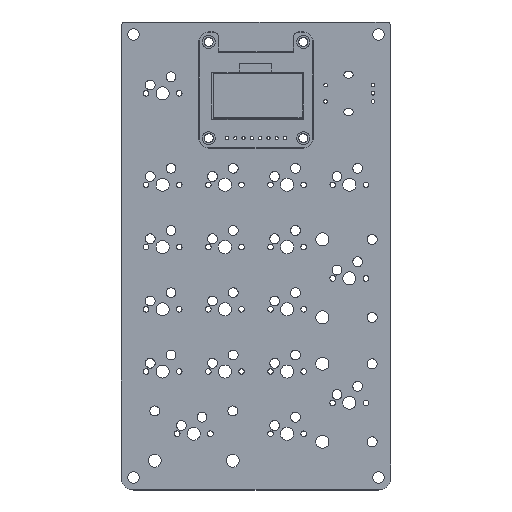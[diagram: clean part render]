
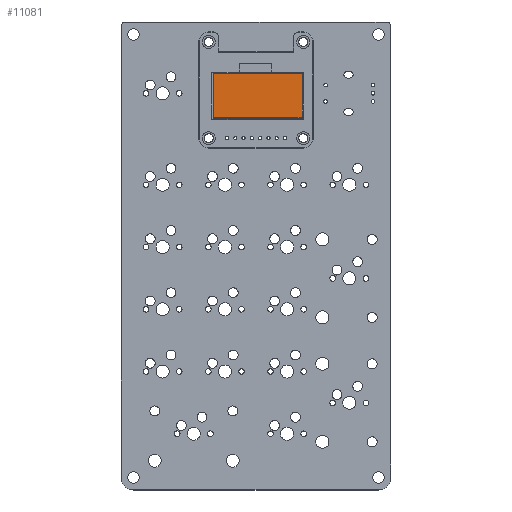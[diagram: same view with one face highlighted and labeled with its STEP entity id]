
A CAD part, top view. The second image highlights one B-rep face of the part: STEP entity #11081.
In plain terms, the highlighted planar face has unit normal (0, 0, 1).
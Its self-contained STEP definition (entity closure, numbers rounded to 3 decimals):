
#10573 = PLANE('',#10574);
#10574 = AXIS2_PLACEMENT_3D('',#10575,#10576,#10577);
#10575 = CARTESIAN_POINT('',(21.98,-19.68,2.9));
#10576 = DIRECTION('',(1.,0.,0.));
#10577 = DIRECTION('',(0.,0.,1.));
#10671 = PLANE('',#10672);
#10672 = AXIS2_PLACEMENT_3D('',#10673,#10674,#10675);
#10673 = CARTESIAN_POINT('',(-5.2,-19.68,2.9));
#10674 = DIRECTION('',(0.,1.,0.));
#10675 = DIRECTION('',(0.,0.,1.));
#10836 = PLANE('',#10837);
#10837 = AXIS2_PLACEMENT_3D('',#10838,#10839,#10840);
#10838 = CARTESIAN_POINT('',(-5.2,-6.2,2.9));
#10839 = DIRECTION('',(0.,1.,0.));
#10840 = DIRECTION('',(0.,0.,1.));
#10867 = PLANE('',#10868);
#10868 = AXIS2_PLACEMENT_3D('',#10869,#10870,#10871);
#10869 = CARTESIAN_POINT('',(-5.2,-19.68,2.9));
#10870 = DIRECTION('',(1.,0.,0.));
#10871 = DIRECTION('',(0.,0.,1.));
#10885 = VERTEX_POINT('',#10886);
#10886 = CARTESIAN_POINT('',(21.98,-19.68,2.9));
#10907 = EDGE_CURVE('',#10885,#10908,#10910,.T.);
#10908 = VERTEX_POINT('',#10909);
#10909 = CARTESIAN_POINT('',(21.98,-6.2,2.9));
#10910 = SURFACE_CURVE('',#10911,(#10915,#10922),.PCURVE_S1.);
#10911 = LINE('',#10912,#10913);
#10912 = CARTESIAN_POINT('',(21.98,-19.68,2.9));
#10913 = VECTOR('',#10914,1.);
#10914 = DIRECTION('',(0.,1.,0.));
#10915 = PCURVE('',#10573,#10916);
#10916 = DEFINITIONAL_REPRESENTATION('',(#10917),#10921);
#10917 = LINE('',#10918,#10919);
#10918 = CARTESIAN_POINT('',(0.,0.));
#10919 = VECTOR('',#10920,1.);
#10920 = DIRECTION('',(0.,-1.));
#10921 = ( GEOMETRIC_REPRESENTATION_CONTEXT(2) 
PARAMETRIC_REPRESENTATION_CONTEXT() REPRESENTATION_CONTEXT('2D SPACE',''
  ) );
#10922 = PCURVE('',#10923,#10928);
#10923 = PLANE('',#10924);
#10924 = AXIS2_PLACEMENT_3D('',#10925,#10926,#10927);
#10925 = CARTESIAN_POINT('',(-5.2,-19.68,2.9));
#10926 = DIRECTION('',(0.,0.,1.));
#10927 = DIRECTION('',(1.,0.,0.));
#10928 = DEFINITIONAL_REPRESENTATION('',(#10929),#10933);
#10929 = LINE('',#10930,#10931);
#10930 = CARTESIAN_POINT('',(27.18,0.));
#10931 = VECTOR('',#10932,1.);
#10932 = DIRECTION('',(0.,1.));
#10933 = ( GEOMETRIC_REPRESENTATION_CONTEXT(2) 
PARAMETRIC_REPRESENTATION_CONTEXT() REPRESENTATION_CONTEXT('2D SPACE',''
  ) );
#10961 = EDGE_CURVE('',#10962,#10885,#10964,.T.);
#10962 = VERTEX_POINT('',#10963);
#10963 = CARTESIAN_POINT('',(-5.2,-19.68,2.9));
#10964 = SURFACE_CURVE('',#10965,(#10969,#10976),.PCURVE_S1.);
#10965 = LINE('',#10966,#10967);
#10966 = CARTESIAN_POINT('',(-5.2,-19.68,2.9));
#10967 = VECTOR('',#10968,1.);
#10968 = DIRECTION('',(1.,0.,0.));
#10969 = PCURVE('',#10671,#10970);
#10970 = DEFINITIONAL_REPRESENTATION('',(#10971),#10975);
#10971 = LINE('',#10972,#10973);
#10972 = CARTESIAN_POINT('',(0.,0.));
#10973 = VECTOR('',#10974,1.);
#10974 = DIRECTION('',(0.,1.));
#10975 = ( GEOMETRIC_REPRESENTATION_CONTEXT(2) 
PARAMETRIC_REPRESENTATION_CONTEXT() REPRESENTATION_CONTEXT('2D SPACE',''
  ) );
#10976 = PCURVE('',#10923,#10977);
#10977 = DEFINITIONAL_REPRESENTATION('',(#10978),#10982);
#10978 = LINE('',#10979,#10980);
#10979 = CARTESIAN_POINT('',(0.,0.));
#10980 = VECTOR('',#10981,1.);
#10981 = DIRECTION('',(1.,0.));
#10982 = ( GEOMETRIC_REPRESENTATION_CONTEXT(2) 
PARAMETRIC_REPRESENTATION_CONTEXT() REPRESENTATION_CONTEXT('2D SPACE',''
  ) );
#11010 = EDGE_CURVE('',#11011,#10908,#11013,.T.);
#11011 = VERTEX_POINT('',#11012);
#11012 = CARTESIAN_POINT('',(-5.2,-6.2,2.9));
#11013 = SURFACE_CURVE('',#11014,(#11018,#11025),.PCURVE_S1.);
#11014 = LINE('',#11015,#11016);
#11015 = CARTESIAN_POINT('',(-5.2,-6.2,2.9));
#11016 = VECTOR('',#11017,1.);
#11017 = DIRECTION('',(1.,0.,0.));
#11018 = PCURVE('',#10836,#11019);
#11019 = DEFINITIONAL_REPRESENTATION('',(#11020),#11024);
#11020 = LINE('',#11021,#11022);
#11021 = CARTESIAN_POINT('',(0.,0.));
#11022 = VECTOR('',#11023,1.);
#11023 = DIRECTION('',(0.,1.));
#11024 = ( GEOMETRIC_REPRESENTATION_CONTEXT(2) 
PARAMETRIC_REPRESENTATION_CONTEXT() REPRESENTATION_CONTEXT('2D SPACE',''
  ) );
#11025 = PCURVE('',#10923,#11026);
#11026 = DEFINITIONAL_REPRESENTATION('',(#11027),#11031);
#11027 = LINE('',#11028,#11029);
#11028 = CARTESIAN_POINT('',(0.,13.48));
#11029 = VECTOR('',#11030,1.);
#11030 = DIRECTION('',(1.,0.));
#11031 = ( GEOMETRIC_REPRESENTATION_CONTEXT(2) 
PARAMETRIC_REPRESENTATION_CONTEXT() REPRESENTATION_CONTEXT('2D SPACE',''
  ) );
#11059 = EDGE_CURVE('',#10962,#11011,#11060,.T.);
#11060 = SURFACE_CURVE('',#11061,(#11065,#11072),.PCURVE_S1.);
#11061 = LINE('',#11062,#11063);
#11062 = CARTESIAN_POINT('',(-5.2,-19.68,2.9));
#11063 = VECTOR('',#11064,1.);
#11064 = DIRECTION('',(0.,1.,0.));
#11065 = PCURVE('',#10867,#11066);
#11066 = DEFINITIONAL_REPRESENTATION('',(#11067),#11071);
#11067 = LINE('',#11068,#11069);
#11068 = CARTESIAN_POINT('',(0.,0.));
#11069 = VECTOR('',#11070,1.);
#11070 = DIRECTION('',(0.,-1.));
#11071 = ( GEOMETRIC_REPRESENTATION_CONTEXT(2) 
PARAMETRIC_REPRESENTATION_CONTEXT() REPRESENTATION_CONTEXT('2D SPACE',''
  ) );
#11072 = PCURVE('',#10923,#11073);
#11073 = DEFINITIONAL_REPRESENTATION('',(#11074),#11078);
#11074 = LINE('',#11075,#11076);
#11075 = CARTESIAN_POINT('',(0.,0.));
#11076 = VECTOR('',#11077,1.);
#11077 = DIRECTION('',(0.,1.));
#11078 = ( GEOMETRIC_REPRESENTATION_CONTEXT(2) 
PARAMETRIC_REPRESENTATION_CONTEXT() REPRESENTATION_CONTEXT('2D SPACE',''
  ) );
#11081 = ADVANCED_FACE('',(#11082),#10923,.T.);
#11082 = FACE_BOUND('',#11083,.T.);
#11083 = EDGE_LOOP('',(#11084,#11085,#11086,#11087));
#11084 = ORIENTED_EDGE('',*,*,#11059,.F.);
#11085 = ORIENTED_EDGE('',*,*,#10961,.T.);
#11086 = ORIENTED_EDGE('',*,*,#10907,.T.);
#11087 = ORIENTED_EDGE('',*,*,#11010,.F.);
